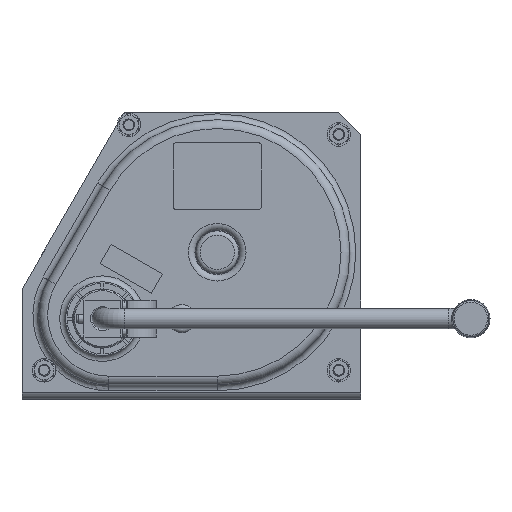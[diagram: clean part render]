
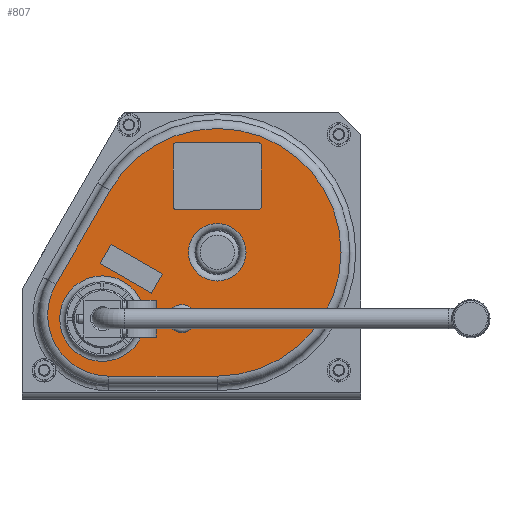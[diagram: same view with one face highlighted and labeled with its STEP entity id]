
A CAD part, left-side view. The second image highlights one B-rep face of the part: STEP entity #807.
In plain terms, the highlighted face is planar.
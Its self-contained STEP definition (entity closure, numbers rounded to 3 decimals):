
#807=ADVANCED_FACE('',(#2086,#2087,#2088,#2089,#2090,#2091),#2092,.T.);
#2086=FACE_OUTER_BOUND('',#4003,.T.);
#2087=FACE_BOUND('',#4004,.T.);
#2088=FACE_BOUND('',#4005,.T.);
#2089=FACE_BOUND('',#4006,.T.);
#2090=FACE_BOUND('',#4007,.T.);
#2091=FACE_BOUND('',#4008,.T.);
#2092=PLANE('',#4009);
#4003=EDGE_LOOP('',(#8194,#8195,#8196,#8197));
#4004=EDGE_LOOP('',(#8198));
#4005=EDGE_LOOP('',(#8199));
#4006=EDGE_LOOP('',(#8200));
#4007=EDGE_LOOP('',(#8201,#8202,#8203,#8204));
#4008=EDGE_LOOP('',(#8205,#8206,#8207,#8208,#8209,#8210,#8211,#8212));
#4009=AXIS2_PLACEMENT_3D('',#8213,#8214,#8215);
#8194=ORIENTED_EDGE('',*,*,#12717,.T.);
#8195=ORIENTED_EDGE('',*,*,#12718,.T.);
#8196=ORIENTED_EDGE('',*,*,#12719,.T.);
#8197=ORIENTED_EDGE('',*,*,#12720,.T.);
#8198=ORIENTED_EDGE('',*,*,#12721,.F.);
#8199=ORIENTED_EDGE('',*,*,#12640,.T.);
#8200=ORIENTED_EDGE('',*,*,#12722,.F.);
#8201=ORIENTED_EDGE('',*,*,#12723,.F.);
#8202=ORIENTED_EDGE('',*,*,#12724,.F.);
#8203=ORIENTED_EDGE('',*,*,#12644,.F.);
#8204=ORIENTED_EDGE('',*,*,#12725,.F.);
#8205=ORIENTED_EDGE('',*,*,#12726,.T.);
#8206=ORIENTED_EDGE('',*,*,#12727,.T.);
#8207=ORIENTED_EDGE('',*,*,#12728,.F.);
#8208=ORIENTED_EDGE('',*,*,#12320,.T.);
#8209=ORIENTED_EDGE('',*,*,#12729,.F.);
#8210=ORIENTED_EDGE('',*,*,#12730,.T.);
#8211=ORIENTED_EDGE('',*,*,#12731,.F.);
#8212=ORIENTED_EDGE('',*,*,#12732,.F.);
#8213=CARTESIAN_POINT('',(-7.497,207.,-10.511));
#8214=DIRECTION('',(0.,1.,0.));
#8215=DIRECTION('',(1.,0.,0.));
#12320=EDGE_CURVE('',#14182,#14186,#14188,.T.);
#12640=EDGE_CURVE('',#14753,#14753,#14754,.T.);
#12644=EDGE_CURVE('',#14759,#14761,#14762,.T.);
#12717=EDGE_CURVE('',#14879,#14880,#14881,.T.);
#12718=EDGE_CURVE('',#14880,#14882,#14883,.T.);
#12719=EDGE_CURVE('',#14882,#14884,#14885,.T.);
#12720=EDGE_CURVE('',#14884,#14879,#14886,.T.);
#12721=EDGE_CURVE('',#14887,#14887,#14888,.T.);
#12722=EDGE_CURVE('',#14889,#14889,#14890,.T.);
#12723=EDGE_CURVE('',#14891,#14892,#14893,.T.);
#12724=EDGE_CURVE('',#14761,#14891,#14894,.T.);
#12725=EDGE_CURVE('',#14892,#14759,#14895,.T.);
#12726=EDGE_CURVE('',#14896,#14897,#14898,.T.);
#12727=EDGE_CURVE('',#14897,#14899,#14900,.T.);
#12728=EDGE_CURVE('',#14182,#14899,#14901,.T.);
#12729=EDGE_CURVE('',#14902,#14186,#14903,.T.);
#12730=EDGE_CURVE('',#14902,#14904,#14905,.T.);
#12731=EDGE_CURVE('',#14906,#14904,#14907,.T.);
#12732=EDGE_CURVE('',#14896,#14906,#14908,.T.);
#14182=VERTEX_POINT('',#16954);
#14186=VERTEX_POINT('',#16959);
#14188=CIRCLE('',#16962,2.);
#14753=VERTEX_POINT('',#20431);
#14754=CIRCLE('',#20432,9.5);
#14759=VERTEX_POINT('',#20438);
#14761=VERTEX_POINT('',#20441);
#14762=LINE('',#20442,#20443);
#14879=VERTEX_POINT('',#20921);
#14880=VERTEX_POINT('',#20922);
#14881=LINE('',#20923,#20924);
#14882=VERTEX_POINT('',#20925);
#14883=CIRCLE('',#20926,84.);
#14884=VERTEX_POINT('',#20927);
#14885=LINE('',#20928,#20929);
#14886=CIRCLE('',#20930,41.5);
#14887=VERTEX_POINT('',#20931);
#14888=CIRCLE('',#20932,19.5);
#14889=VERTEX_POINT('',#20933);
#14890=CIRCLE('',#20934,29.);
#14891=VERTEX_POINT('',#20935);
#14892=VERTEX_POINT('',#20936);
#14893=LINE('',#20937,#20938);
#14894=LINE('',#20939,#20940);
#14895=LINE('',#20941,#20942);
#14896=VERTEX_POINT('',#20943);
#14897=VERTEX_POINT('',#20944);
#14898=LINE('',#20945,#20946);
#14899=VERTEX_POINT('',#20947);
#14900=CIRCLE('',#20948,2.);
#14901=LINE('',#20949,#20950);
#14902=VERTEX_POINT('',#20951);
#14903=LINE('',#20952,#20953);
#14904=VERTEX_POINT('',#20954);
#14905=CIRCLE('',#20955,2.);
#14906=VERTEX_POINT('',#20956);
#14907=LINE('',#20957,#20958);
#14908=CIRCLE('',#20959,2.);
#16954=CARTESIAN_POINT('',(29.25,207.,-28.));
#16959=CARTESIAN_POINT('',(31.25,207.,-30.));
#16962=AXIS2_PLACEMENT_3D('',#31374,#31375,#31376);
#20431=CARTESIAN_POINT('',(-35.5,207.,-24.));
#20432=AXIS2_PLACEMENT_3D('',#31761,#31762,#31763);
#20438=CARTESIAN_POINT('',(5.27,207.,-72.013));
#20441=CARTESIAN_POINT('',(-7.72,207.,-79.513));
#20442=CARTESIAN_POINT('',(-65.237,207.,-112.72));
#20443=VECTOR('',#31766,1.);
#20921=CARTESIAN_POINT('',(-84.,207.,-73.612));
#20922=CARTESIAN_POINT('',(-84.,207.,0.));
#20923=CARTESIAN_POINT('',(-84.,207.,-96.157));
#20924=VECTOR('',#31852,1.);
#20925=CARTESIAN_POINT('',(42.,207.,-72.746));
#20926=AXIS2_PLACEMENT_3D('',#31853,#31854,#31855);
#20927=CARTESIAN_POINT('',(-21.75,207.,-109.552));
#20928=CARTESIAN_POINT('',(-65.237,207.,-134.66));
#20929=VECTOR('',#31856,1.);
#20930=AXIS2_PLACEMENT_3D('',#31857,#31858,#31859);
#20931=CARTESIAN_POINT('',(-19.5,207.,0.));
#20932=AXIS2_PLACEMENT_3D('',#31860,#31861,#31862);
#20933=CARTESIAN_POINT('',(-74.,207.,-77.942));
#20934=AXIS2_PLACEMENT_3D('',#31863,#31864,#31865);
#20935=CARTESIAN_POINT('',(-27.72,207.,-44.872));
#20936=CARTESIAN_POINT('',(-14.73,207.,-37.372));
#20937=CARTESIAN_POINT('',(-65.237,207.,-66.532));
#20938=VECTOR('',#31866,1.);
#20939=CARTESIAN_POINT('',(1.889,207.,-96.157));
#20940=VECTOR('',#31867,1.);
#20941=CARTESIAN_POINT('',(19.21,207.,-96.157));
#20942=VECTOR('',#31868,1.);
#20943=CARTESIAN_POINT('',(72.25,207.,30.));
#20944=CARTESIAN_POINT('',(31.25,207.,30.));
#20945=CARTESIAN_POINT('',(-65.237,207.,30.));
#20946=VECTOR('',#31869,1.);
#20947=CARTESIAN_POINT('',(29.25,207.,28.));
#20948=AXIS2_PLACEMENT_3D('',#31870,#31871,#31872);
#20949=CARTESIAN_POINT('',(29.25,207.,-96.157));
#20950=VECTOR('',#31873,1.);
#20951=CARTESIAN_POINT('',(72.25,207.,-30.));
#20952=CARTESIAN_POINT('',(-65.237,207.,-30.));
#20953=VECTOR('',#31874,1.);
#20954=CARTESIAN_POINT('',(74.25,207.,-28.));
#20955=AXIS2_PLACEMENT_3D('',#31875,#31876,#31877);
#20956=CARTESIAN_POINT('',(74.25,207.,28.));
#20957=CARTESIAN_POINT('',(74.25,207.,-96.157));
#20958=VECTOR('',#31878,1.);
#20959=AXIS2_PLACEMENT_3D('',#31879,#31880,#31881);
#31374=CARTESIAN_POINT('',(31.25,207.,-28.));
#31375=DIRECTION('',(0.,-1.,0.));
#31376=DIRECTION('',(-1.,0.,0.));
#31761=CARTESIAN_POINT('',(-45.,207.,-24.));
#31762=DIRECTION('',(0.,-1.,0.));
#31763=DIRECTION('',(1.,0.,0.));
#31766=DIRECTION('',(-0.866,0.,-0.5));
#31852=DIRECTION('',(0.,0.,1.));
#31853=CARTESIAN_POINT('',(0.,207.,0.));
#31854=DIRECTION('',(0.,1.,0.));
#31855=DIRECTION('',(-1.,0.,0.));
#31856=DIRECTION('',(-0.866,0.,-0.5));
#31857=CARTESIAN_POINT('',(-42.5,207.,-73.612));
#31858=DIRECTION('',(0.,1.,0.));
#31859=DIRECTION('',(-1.,0.,0.));
#31860=CARTESIAN_POINT('',(0.,207.,0.));
#31861=DIRECTION('',(0.,1.,0.));
#31862=DIRECTION('',(-1.,0.,0.));
#31863=CARTESIAN_POINT('',(-45.,207.,-77.942));
#31864=DIRECTION('',(0.,1.,0.));
#31865=DIRECTION('',(-1.,0.,0.));
#31866=DIRECTION('',(0.866,0.,0.5));
#31867=DIRECTION('',(-0.5,0.,0.866));
#31868=DIRECTION('',(0.5,0.,-0.866));
#31869=DIRECTION('',(-1.,0.,0.));
#31870=CARTESIAN_POINT('',(31.25,207.,28.));
#31871=DIRECTION('',(0.,-1.,0.));
#31872=DIRECTION('',(-1.,0.,0.));
#31873=DIRECTION('',(0.,0.,1.));
#31874=DIRECTION('',(-1.,0.,0.));
#31875=CARTESIAN_POINT('',(72.25,207.,-28.));
#31876=DIRECTION('',(0.,-1.,0.));
#31877=DIRECTION('',(-1.,0.,0.));
#31878=DIRECTION('',(0.,0.,-1.));
#31879=CARTESIAN_POINT('',(72.25,207.,28.));
#31880=DIRECTION('',(0.,1.,0.));
#31881=DIRECTION('',(1.,0.,0.));
